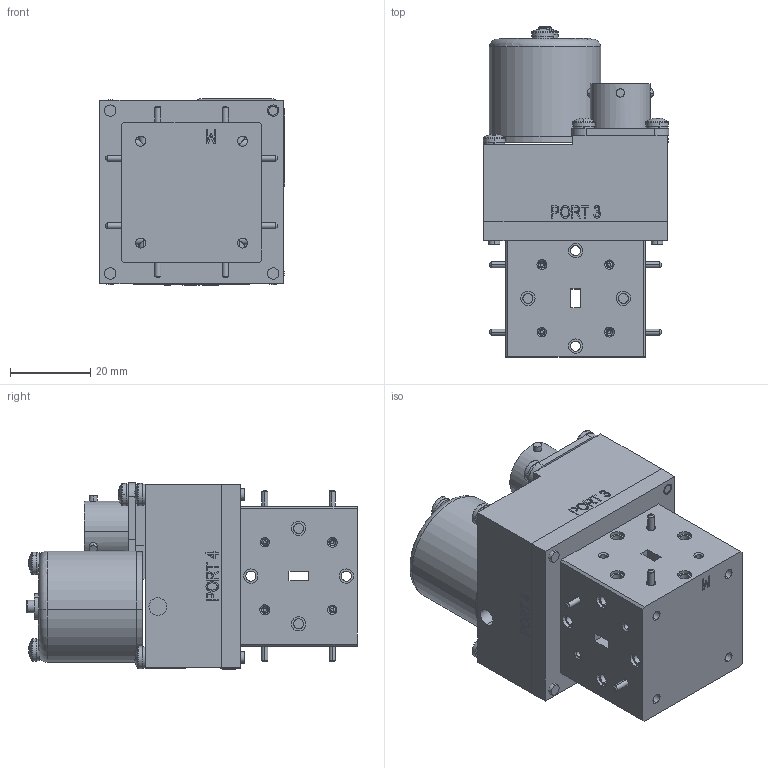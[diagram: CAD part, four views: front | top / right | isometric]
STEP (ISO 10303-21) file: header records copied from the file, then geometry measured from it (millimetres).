
FILE_DESCRIPTION (( 'STEP AP203' ), '1' );
FILE_NAME ('WR19 STD SMI.STEP', '2016-08-25T16:17:37', ( '' ), ( '' ), 'SwSTEP 2.0', 'SolidWorks 2016', '' );
FILE_SCHEMA (( 'CONFIG_CONTROL_DESIGN' ));
Length unit declared in the file: inch
Products named in the file (1): WR19 STD SMI
Bounding box: 46.39 x 82.37 x 46.53 mm (x, y, z)
Surface area: 22593.7 mm2 (no closed solid volume)
Topology: 0 solids, 116 shells, 691 faces, 3076 edges, 2517 vertices
Faces by surface type: plane 361, cylinder 206, cone 54, torus 34, bspline 20, sphere 16
Entity records: 39256 total; most frequent: CARTESIAN_POINT 15217, DIRECTION 4625, ORIENTED_EDGE 4232, EDGE_CURVE 3076, VERTEX_POINT 2517, LINE 1685, VECTOR 1685, AXIS2_PLACEMENT_3D 1470
